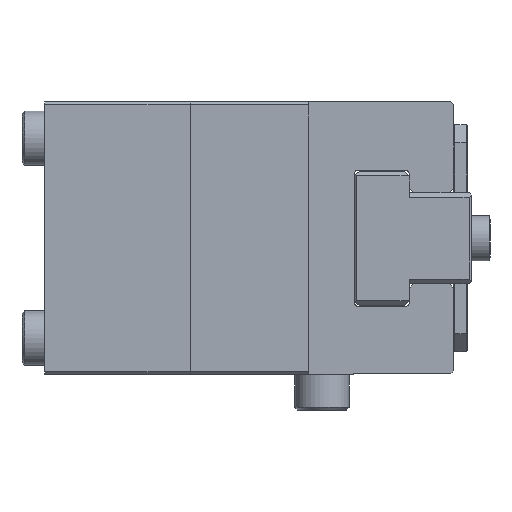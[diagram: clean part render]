
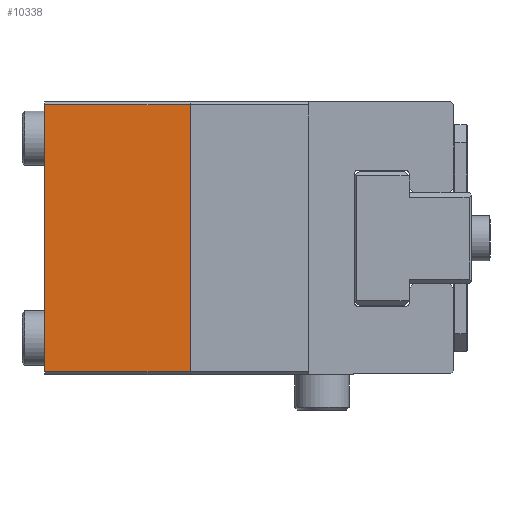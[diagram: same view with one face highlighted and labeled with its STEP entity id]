
A CAD part, left-side view. The second image highlights one B-rep face of the part: STEP entity #10338.
In plain terms, the highlighted face is planar.
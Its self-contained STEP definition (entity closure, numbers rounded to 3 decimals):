
#1931=FACE_OUTER_BOUND('',#2583,.T.);
#2583=EDGE_LOOP('',(#9278,#9279,#9280,#9281));
#3218=LINE('',#17320,#3973);
#3234=LINE('',#17515,#3989);
#3243=LINE('',#17539,#3998);
#3346=LINE('',#18635,#4101);
#3973=VECTOR('',#13238,10.);
#3989=VECTOR('',#13300,10.);
#3998=VECTOR('',#13323,10.);
#4101=VECTOR('',#13580,10.);
#4886=VERTEX_POINT('',#17317);
#4887=VERTEX_POINT('',#17319);
#4947=VERTEX_POINT('',#17513);
#4954=VERTEX_POINT('',#17535);
#6211=EDGE_CURVE('',#4887,#4886,#3218,.T.);
#6273=EDGE_CURVE('',#4947,#4886,#3234,.T.);
#6285=EDGE_CURVE('',#4887,#4954,#3243,.T.);
#6500=EDGE_CURVE('',#4947,#4954,#3346,.T.);
#9278=ORIENTED_EDGE('',*,*,#6273,.F.);
#9279=ORIENTED_EDGE('',*,*,#6500,.T.);
#9280=ORIENTED_EDGE('',*,*,#6285,.F.);
#9281=ORIENTED_EDGE('',*,*,#6211,.T.);
#9836=PLANE('',#11294);
#10338=ADVANCED_FACE('',(#1931),#9836,.T.);
#11294=AXIS2_PLACEMENT_3D('',#18637,#13583,#13584);
#13238=DIRECTION('',(0.,1.,0.));
#13300=DIRECTION('',(0.,0.,-1.));
#13323=DIRECTION('',(0.,0.,1.));
#13580=DIRECTION('',(0.,-1.,0.));
#13583=DIRECTION('center_axis',(1.,0.,0.));
#13584=DIRECTION('ref_axis',(0.,1.,0.));
#17317=CARTESIAN_POINT('',(21.,14.7,0.));
#17319=CARTESIAN_POINT('',(21.,-14.7,0.));
#17320=CARTESIAN_POINT('',(21.,-15.,0.));
#17513=CARTESIAN_POINT('',(21.,14.7,16.));
#17515=CARTESIAN_POINT('',(21.,14.7,0.));
#17535=CARTESIAN_POINT('',(21.,-14.7,16.));
#17539=CARTESIAN_POINT('',(21.,-14.7,0.));
#18635=CARTESIAN_POINT('',(21.,-7.684,16.));
#18637=CARTESIAN_POINT('Origin',(21.,-15.,0.));
